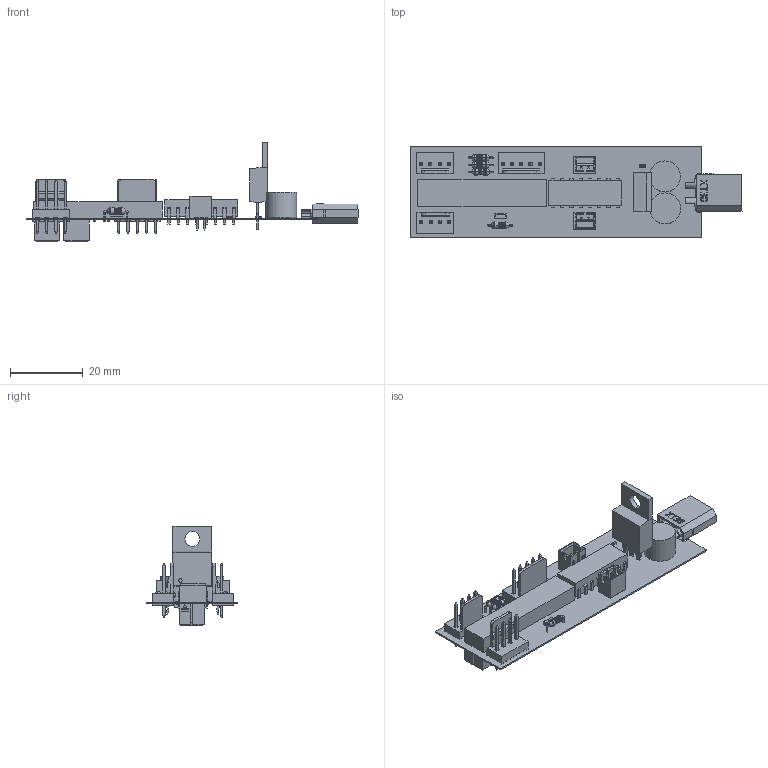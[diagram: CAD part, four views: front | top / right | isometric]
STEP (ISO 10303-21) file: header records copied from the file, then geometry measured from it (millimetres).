
FILE_DESCRIPTION(('Open CASCADE Model'),'2;1');
FILE_NAME('Open CASCADE Shape Model','2022-01-14T16:17:13',('Author'),( 'Open CASCADE'),'Open CASCADE STEP processor 6.8','Open CASCADE 6.8' ,'Unknown');
FILE_SCHEMA(('AUTOMOTIVE_DESIGN { 1 0 10303 214 1 1 1 1 }'));
Length unit declared in the file: millimetre
Products named in the file (72): PCB; Board; Open CASCADE STEP translator 6.8 1.1.1; Open CASCADE STEP translator 6.8 1.1.1.1; C7; cap_0603; C6; C5; P2; 62000211622; 6200xx11622_PIN; Y1; CSTCE12M0G15L99-R0--3DModel-STEP-56544; U3; 6438075488; Extruded; U2; 6438080128; 6438079968; 6438079808; 6438079648; U1; User_Library-TO-220AB; User_Library-TO-220AB_Box002; User_Library-TO-220AB_Box004; User_Library-TO-220AB_Box006; User_Library-TO-220AB_Cut; User_Library-TO-220AB_Chamfer003; User_Library-TO-220AB_Chamfer004; User_Library-TO-220AB_Chamfer005; User_Library-TO-220AB_Cylinder002; User_Library-TO-220AB_Cut001; R6; Res_Normal_(0.25W); R5; R4; R3; R2; R1; Q2 ...
Assembly tree (136 placements, depth 4):
  PCB
    Board
      Open CASCADE STEP translator 6.8 1.1.1
        Open CASCADE STEP translator 6.8 1.1.1.1
    C7
      cap_0603
    C6
      cap_0603
    C5
      cap_0603
    P2
      62000211622
        62000211622
        6200xx11622_PIN  x2
    Y1
      CSTCE12M0G15L99-R0--3DModel-STEP-56544
    U3
      6438075488
        Extruded
    U2
      6438080128
        Extruded
      6438079968  x16
        Extruded
      6438079808  x16
        Extruded
      6438079648  x16
        Extruded
    U1
      User_Library-TO-220AB
        User_Library-TO-220AB_Box002
        User_Library-TO-220AB_Box004
        User_Library-TO-220AB_Box006
        User_Library-TO-220AB_Cut
        User_Library-TO-220AB_Chamfer003
        User_Library-TO-220AB_Chamfer004
        User_Library-TO-220AB_Chamfer005
        User_Library-TO-220AB_Cylinder002
        User_Library-TO-220AB_Cut001
    R6
      Res_Normal_(0.25W)
    R5
      Res_Normal_(0.25W)
    R4
      Res_Normal_(0.25W)
    R3
      Res_Normal_(0.25W)
    R2
      Res_Normal_(0.25W)
    R1
      Res_Normal_(0.25W)
    Q2
      Trans_Vishay_Semiconductor_Opto_Division_CNY70_eec
        body
        terminals
        emitter
        detector
        marking
    Q1
      Trans_Vishay_Semiconductor_Opto_Division_CNY70_eec
Bounding box: 91.1 x 25 x 27.27 mm (x, y, z)
Volume: 5913.9 mm3; surface area: 11439.4 mm2
Topology: 135 solids, 135 shells, 2108 faces, 4811 edges, 2972 vertices
Faces by surface type: plane 1548, cylinder 228, torus 142, bspline 78, sphere 52, revolution 36, cone 24
Full cylindrical faces by diameter (mm): 0.3 x2, 8.5 x2
Entity records: 33540 total; most frequent: CARTESIAN_POINT 6702, ORIENTED_EDGE 4424, DIRECTION 4304, EDGE_CURVE 2212, LINE 1838, VECTOR 1838, VERTEX_POINT 1422, AXIS2_PLACEMENT_3D 1230
